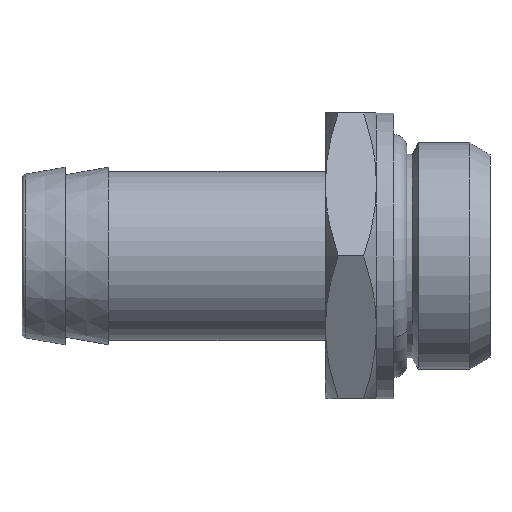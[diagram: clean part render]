
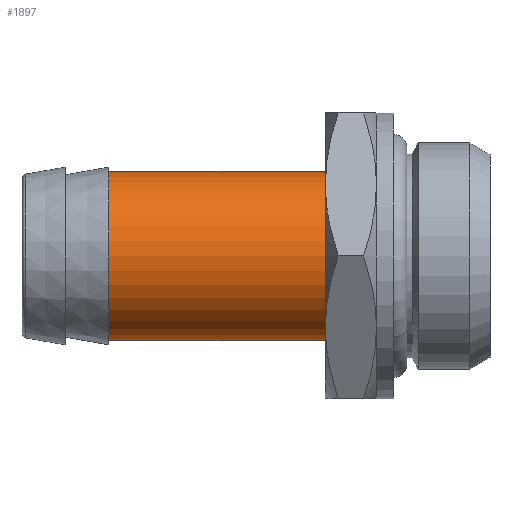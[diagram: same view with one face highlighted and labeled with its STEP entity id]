
A CAD part, left-side view. The second image highlights one B-rep face of the part: STEP entity #1897.
In plain terms, the highlighted cylindrical face has radius 9.75 mm (diameter 19.5 mm), a partial arc.
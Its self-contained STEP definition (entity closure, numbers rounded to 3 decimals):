
#53 = DIRECTION ( 'NONE',  ( 0., -1., 0. ) ) ;
#125 = CARTESIAN_POINT ( 'NONE',  ( 0., 0., 0. ) ) ;
#131 = CIRCLE ( 'NONE', #2341, 9.75 ) ;
#155 = DIRECTION ( 'NONE',  ( 0., 0., -1. ) ) ;
#346 = EDGE_CURVE ( 'NONE', #1917, #2503, #1924, .T. ) ;
#373 = VERTEX_POINT ( 'NONE', #2252 ) ;
#438 = DIRECTION ( 'NONE',  ( 0., -1., 0. ) ) ;
#523 = DIRECTION ( 'NONE',  ( 0., -1., 0. ) ) ;
#594 = EDGE_CURVE ( 'NONE', #373, #2503, #131, .T. ) ;
#686 = CYLINDRICAL_SURFACE ( 'NONE', #1698, 9.75 ) ;
#867 = VECTOR ( 'NONE', #2202, 1000. ) ;
#937 = CARTESIAN_POINT ( 'NONE',  ( 0., 19., 0. ) ) ;
#1038 = ORIENTED_EDGE ( 'NONE', *, *, #1107, .F. ) ;
#1073 = ORIENTED_EDGE ( 'NONE', *, *, #346, .T. ) ;
#1107 = EDGE_CURVE ( 'NONE', #1505, #373, #1849, .T. ) ;
#1162 = CARTESIAN_POINT ( 'NONE',  ( 0., 44., 9.75 ) ) ;
#1208 = CARTESIAN_POINT ( 'NONE',  ( 0., 44., 0. ) ) ;
#1406 = DIRECTION ( 'NONE',  ( 0., 0., -1. ) ) ;
#1502 = CARTESIAN_POINT ( 'NONE',  ( 0., 44., -9.75 ) ) ;
#1505 = VERTEX_POINT ( 'NONE', #1162 ) ;
#1611 = CIRCLE ( 'NONE', #1659, 9.75 ) ;
#1659 = AXIS2_PLACEMENT_3D ( 'NONE', #1208, #53, #1406 ) ;
#1663 = ORIENTED_EDGE ( 'NONE', *, *, #594, .F. ) ;
#1698 = AXIS2_PLACEMENT_3D ( 'NONE', #125, #523, #155 ) ;
#1808 = CARTESIAN_POINT ( 'NONE',  ( 0., 0., 9.75 ) ) ;
#1849 = LINE ( 'NONE', #1808, #2299 ) ;
#1897 = ADVANCED_FACE ( 'NONE', ( #2429 ), #686, .T. ) ;
#1917 = VERTEX_POINT ( 'NONE', #1502 ) ;
#1924 = LINE ( 'NONE', #2401, #867 ) ;
#1927 = DIRECTION ( 'NONE',  ( 0., 0., -1. ) ) ;
#2103 = ORIENTED_EDGE ( 'NONE', *, *, #2358, .T. ) ;
#2120 = DIRECTION ( 'NONE',  ( 0., -1., 0. ) ) ;
#2135 = EDGE_LOOP ( 'NONE', ( #1038, #2103, #1073, #1663 ) ) ;
#2202 = DIRECTION ( 'NONE',  ( 0., -1., 0. ) ) ;
#2211 = CARTESIAN_POINT ( 'NONE',  ( 0., 19., -9.75 ) ) ;
#2252 = CARTESIAN_POINT ( 'NONE',  ( 0., 19., 9.75 ) ) ;
#2299 = VECTOR ( 'NONE', #438, 1000. ) ;
#2341 = AXIS2_PLACEMENT_3D ( 'NONE', #937, #2120, #1927 ) ;
#2358 = EDGE_CURVE ( 'NONE', #1505, #1917, #1611, .T. ) ;
#2401 = CARTESIAN_POINT ( 'NONE',  ( 0., 0., -9.75 ) ) ;
#2429 = FACE_OUTER_BOUND ( 'NONE', #2135, .T. ) ;
#2503 = VERTEX_POINT ( 'NONE', #2211 ) ;
